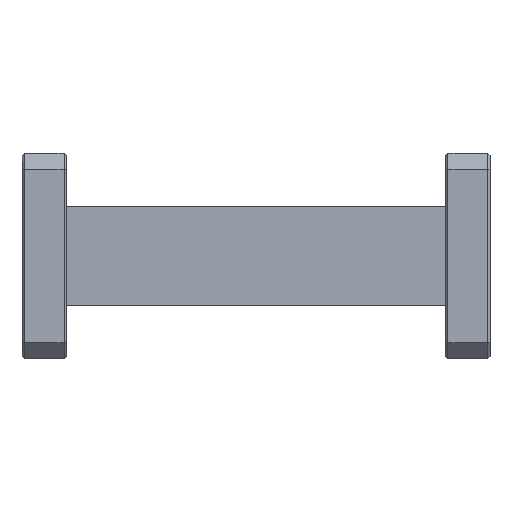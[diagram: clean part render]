
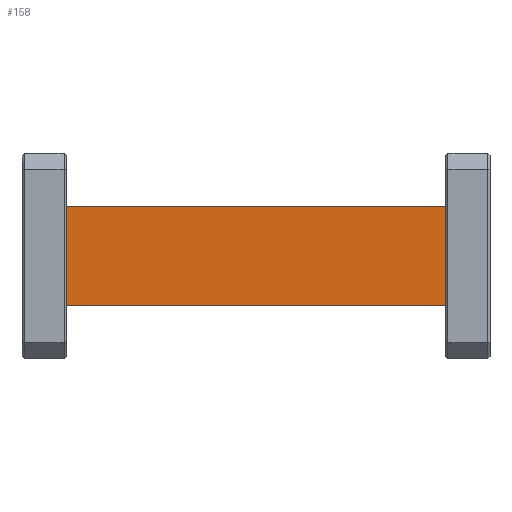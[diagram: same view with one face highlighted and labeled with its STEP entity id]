
A CAD part, front view. The second image highlights one B-rep face of the part: STEP entity #158.
In plain terms, the highlighted planar face has unit normal (0, -1, 0).
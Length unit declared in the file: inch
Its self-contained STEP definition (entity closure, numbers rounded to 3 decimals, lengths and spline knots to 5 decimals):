
#10 = ORIENTED_EDGE ( 'NONE', *, *, #944, .F. ) ;
#33 = VECTOR ( 'NONE', #981, 39.37008 ) ;
#47 = ORIENTED_EDGE ( 'NONE', *, *, #551, .T. ) ;
#158 = ADVANCED_FACE ( 'NONE', ( #496 ), #1467, .F. ) ;
#254 = VERTEX_POINT ( 'NONE', #2052 ) ;
#261 = EDGE_CURVE ( 'NONE', #1023, #2253, #367, .T. ) ;
#336 = DIRECTION ( 'NONE',  ( 0., 0., 1. ) ) ;
#367 = LINE ( 'NONE', #1665, #1344 ) ;
#423 = DIRECTION ( 'NONE',  ( -1., 0., 0. ) ) ;
#496 = FACE_OUTER_BOUND ( 'NONE', #1455, .T. ) ;
#551 = EDGE_CURVE ( 'NONE', #658, #254, #2021, .T. ) ;
#658 = VERTEX_POINT ( 'NONE', #1680 ) ;
#670 = DIRECTION ( 'NONE',  ( -1., 0., 0. ) ) ;
#672 = VECTOR ( 'NONE', #670, 39.37008 ) ;
#689 = CARTESIAN_POINT ( 'NONE',  ( 1.81, -0.125, 0.21 ) ) ;
#803 = CARTESIAN_POINT ( 'NONE',  ( 1.81, -0.125, -0.21 ) ) ;
#830 = LINE ( 'NONE', #1220, #1478 ) ;
#856 = ORIENTED_EDGE ( 'NONE', *, *, #261, .F. ) ;
#944 = EDGE_CURVE ( 'NONE', #658, #1023, #830, .T. ) ;
#981 = DIRECTION ( 'NONE',  ( 0., 0., -1. ) ) ;
#1021 = LINE ( 'NONE', #1572, #33 ) ;
#1023 = VERTEX_POINT ( 'NONE', #803 ) ;
#1098 = CARTESIAN_POINT ( 'NONE',  ( 1.81, -0.125, -0.21 ) ) ;
#1139 = AXIS2_PLACEMENT_3D ( 'NONE', #1098, #1667, #336 ) ;
#1220 = CARTESIAN_POINT ( 'NONE',  ( 1.81, -0.125, -0.21 ) ) ;
#1344 = VECTOR ( 'NONE', #423, 39.37008 ) ;
#1455 = EDGE_LOOP ( 'NONE', ( #2335, #856, #10, #47 ) ) ;
#1467 = PLANE ( 'NONE',  #1139 ) ;
#1478 = VECTOR ( 'NONE', #1958, 39.37008 ) ;
#1529 = EDGE_CURVE ( 'NONE', #254, #2253, #1021, .T. ) ;
#1572 = CARTESIAN_POINT ( 'NONE',  ( 0.19, -0.125, -0.21 ) ) ;
#1665 = CARTESIAN_POINT ( 'NONE',  ( 1.81, -0.125, -0.21 ) ) ;
#1667 = DIRECTION ( 'NONE',  ( 0., 1., 0. ) ) ;
#1680 = CARTESIAN_POINT ( 'NONE',  ( 1.81, -0.125, 0.21 ) ) ;
#1958 = DIRECTION ( 'NONE',  ( 0., 0., -1. ) ) ;
#2021 = LINE ( 'NONE', #689, #672 ) ;
#2052 = CARTESIAN_POINT ( 'NONE',  ( 0.19, -0.125, 0.21 ) ) ;
#2112 = CARTESIAN_POINT ( 'NONE',  ( 0.19, -0.125, -0.21 ) ) ;
#2253 = VERTEX_POINT ( 'NONE', #2112 ) ;
#2335 = ORIENTED_EDGE ( 'NONE', *, *, #1529, .T. ) ;
